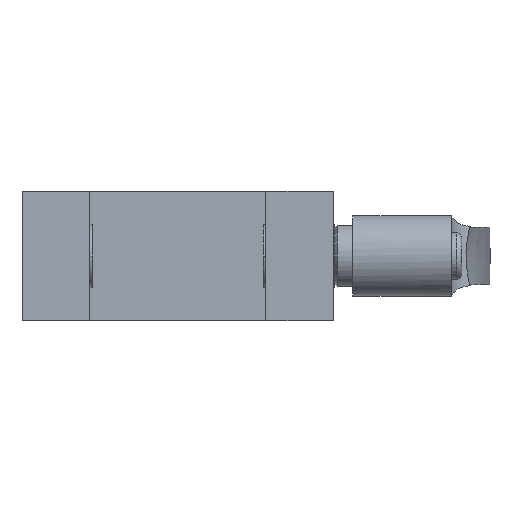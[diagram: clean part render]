
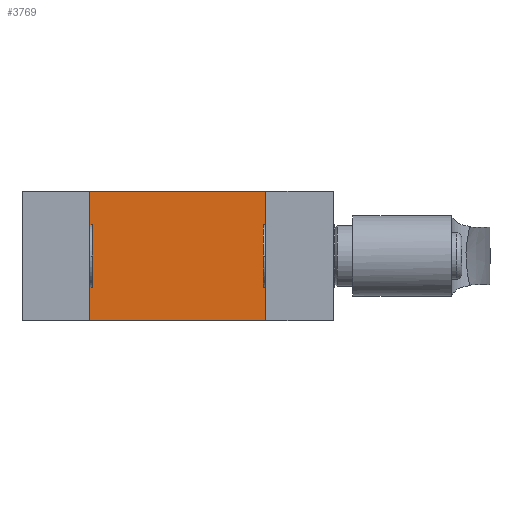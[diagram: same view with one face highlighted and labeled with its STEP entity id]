
A CAD part, front view. The second image highlights one B-rep face of the part: STEP entity #3769.
In plain terms, the highlighted planar face has unit normal (0, -1, 0).
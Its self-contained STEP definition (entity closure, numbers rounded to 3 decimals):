
#129=PLANE('',#3990);
#417=VERTEX_POINT('',#5442);
#418=VERTEX_POINT('',#5444);
#421=VERTEX_POINT('',#5451);
#422=VERTEX_POINT('',#5453);
#423=VERTEX_POINT('',#5457);
#424=VERTEX_POINT('',#5459);
#425=VERTEX_POINT('',#5462);
#426=VERTEX_POINT('',#5464);
#427=VERTEX_POINT('',#5466);
#428=VERTEX_POINT('',#5468);
#429=VERTEX_POINT('',#5470);
#430=VERTEX_POINT('',#5472);
#818=VECTOR('',#4395,1.);
#820=VECTOR('',#4403,1.);
#821=VECTOR('',#4407,1.);
#822=VECTOR('',#4408,1.);
#823=VECTOR('',#4409,1.);
#824=VECTOR('',#4410,1.);
#825=VECTOR('',#4411,1.);
#826=VECTOR('',#4412,1.);
#827=VECTOR('',#4413,1.);
#828=VECTOR('',#4414,1.);
#829=VECTOR('',#4415,1.);
#830=VECTOR('',#4416,1.);
#1163=LINE('',#5443,#818);
#1165=LINE('',#5452,#820);
#1166=LINE('',#5456,#821);
#1167=LINE('',#5458,#822);
#1168=LINE('',#5460,#823);
#1169=LINE('',#5461,#824);
#1170=LINE('',#5463,#825);
#1171=LINE('',#5465,#826);
#1172=LINE('',#5467,#827);
#1173=LINE('',#5469,#828);
#1174=LINE('',#5471,#829);
#1175=LINE('',#5473,#830);
#1509=EDGE_CURVE('',#417,#418,#1163,.T.);
#1513=EDGE_CURVE('',#421,#422,#1165,.T.);
#1515=EDGE_CURVE('',#423,#421,#1166,.T.);
#1516=EDGE_CURVE('',#424,#423,#1167,.T.);
#1517=EDGE_CURVE('',#424,#418,#1168,.T.);
#1518=EDGE_CURVE('',#417,#425,#1169,.T.);
#1519=EDGE_CURVE('',#426,#425,#1170,.T.);
#1520=EDGE_CURVE('',#426,#427,#1171,.T.);
#1521=EDGE_CURVE('',#427,#428,#1172,.T.);
#1522=EDGE_CURVE('',#429,#428,#1173,.T.);
#1523=EDGE_CURVE('',#430,#429,#1174,.T.);
#1524=EDGE_CURVE('',#422,#430,#1175,.T.);
#2111=ORIENTED_EDGE('',*,*,#1515,.F.);
#2112=ORIENTED_EDGE('',*,*,#1516,.F.);
#2113=ORIENTED_EDGE('',*,*,#1517,.T.);
#2114=ORIENTED_EDGE('',*,*,#1509,.F.);
#2115=ORIENTED_EDGE('',*,*,#1518,.T.);
#2116=ORIENTED_EDGE('',*,*,#1519,.F.);
#2117=ORIENTED_EDGE('',*,*,#1520,.T.);
#2118=ORIENTED_EDGE('',*,*,#1521,.T.);
#2119=ORIENTED_EDGE('',*,*,#1522,.F.);
#2120=ORIENTED_EDGE('',*,*,#1523,.F.);
#2121=ORIENTED_EDGE('',*,*,#1524,.F.);
#2122=ORIENTED_EDGE('',*,*,#1513,.F.);
#3297=EDGE_LOOP('',(#2111,#2112,#2113,#2114,#2115,#2116,#2117,#2118,#2119,
#2120,#2121,#2122));
#3533=FACE_BOUND('',#3297,.T.);
#3769=ADVANCED_FACE('',(#3533),#129,.F.);
#3990=AXIS2_PLACEMENT_3D('',#5455,#4406,$);
#4395=DIRECTION('',(0.,0.,1.));
#4403=DIRECTION('',(0.,0.,1.));
#4406=DIRECTION('',(0.,1.,0.));
#4407=DIRECTION('',(-1.,0.,0.));
#4408=DIRECTION('',(0.,0.,-1.));
#4409=DIRECTION('',(-1.,0.,0.));
#4410=DIRECTION('',(-1.,0.,0.));
#4411=DIRECTION('',(0.,0.,-1.));
#4412=DIRECTION('',(-1.,0.,0.));
#4413=DIRECTION('',(0.,0.,-1.));
#4414=DIRECTION('',(-1.,0.,0.));
#4415=DIRECTION('',(0.,0.,-1.));
#4416=DIRECTION('',(-1.,0.,0.));
#5442=CARTESIAN_POINT('',(6.,9.5,16.5));
#5443=CARTESIAN_POINT('',(6.,9.5,16.5));
#5444=CARTESIAN_POINT('',(6.,9.5,17.));
#5451=CARTESIAN_POINT('',(6.,9.5,-17.));
#5452=CARTESIAN_POINT('',(6.,9.5,-17.));
#5453=CARTESIAN_POINT('',(6.,9.5,-16.5));
#5455=CARTESIAN_POINT('',(12.5,9.5,17.));
#5456=CARTESIAN_POINT('',(12.5,9.5,-17.));
#5457=CARTESIAN_POINT('',(12.5,9.5,-17.));
#5458=CARTESIAN_POINT('',(12.5,9.5,17.));
#5459=CARTESIAN_POINT('',(12.5,9.5,17.));
#5460=CARTESIAN_POINT('',(12.5,9.5,17.));
#5461=CARTESIAN_POINT('',(6.,9.5,16.5));
#5462=CARTESIAN_POINT('',(-6.,9.5,16.5));
#5463=CARTESIAN_POINT('',(-6.,9.5,17.));
#5464=CARTESIAN_POINT('',(-6.,9.5,17.));
#5465=CARTESIAN_POINT('',(-6.,9.5,17.));
#5466=CARTESIAN_POINT('',(-12.5,9.5,17.));
#5467=CARTESIAN_POINT('',(-12.5,9.5,17.));
#5468=CARTESIAN_POINT('',(-12.5,9.5,-17.));
#5469=CARTESIAN_POINT('',(-6.,9.5,-17.));
#5470=CARTESIAN_POINT('',(-6.,9.5,-17.));
#5471=CARTESIAN_POINT('',(-6.,9.5,-16.5));
#5472=CARTESIAN_POINT('',(-6.,9.5,-16.5));
#5473=CARTESIAN_POINT('',(6.,9.5,-16.5));
